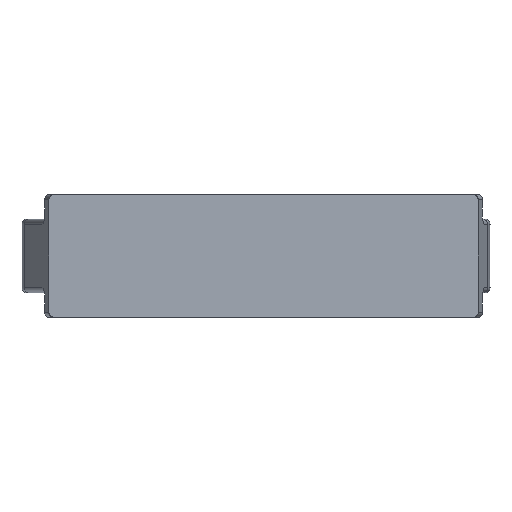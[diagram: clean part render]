
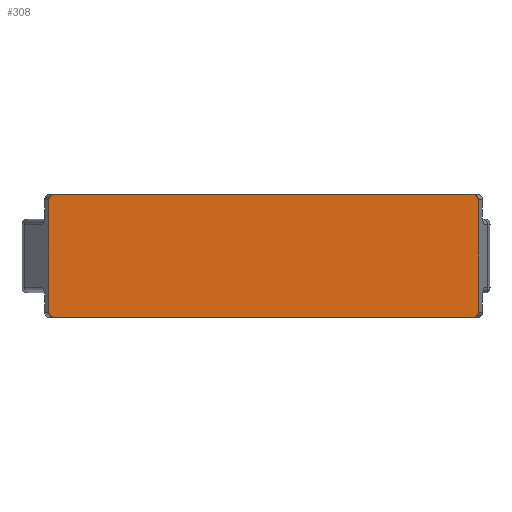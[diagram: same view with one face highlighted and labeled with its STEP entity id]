
A CAD part, front view. The second image highlights one B-rep face of the part: STEP entity #308.
In plain terms, the highlighted planar face has unit normal (0, -1, 0).
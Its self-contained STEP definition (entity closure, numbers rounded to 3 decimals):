
#206=ELLIPSE('',#6105,2.031,2.);
#207=ELLIPSE('',#6106,2.031,2.);
#208=ELLIPSE('',#6107,2.031,2.);
#209=ELLIPSE('',#6108,2.031,2.);
#308=ADVANCED_FACE('',(#791),#658,.T.);
#658=PLANE('',#6109);
#791=FACE_OUTER_BOUND('',#1373,.T.);
#1373=EDGE_LOOP('',(#2310,#2311,#2312,#2313,#2314,#2315,#2316,#2317));
#2310=ORIENTED_EDGE('',*,*,#4554,.T.);
#2311=ORIENTED_EDGE('',*,*,#4555,.T.);
#2312=ORIENTED_EDGE('',*,*,#4556,.T.);
#2313=ORIENTED_EDGE('',*,*,#4557,.T.);
#2314=ORIENTED_EDGE('',*,*,#4558,.F.);
#2315=ORIENTED_EDGE('',*,*,#4559,.T.);
#2316=ORIENTED_EDGE('',*,*,#4551,.F.);
#2317=ORIENTED_EDGE('',*,*,#4560,.T.);
#4015=VERTEX_POINT('',#8714);
#4016=VERTEX_POINT('',#8716);
#4018=VERTEX_POINT('',#8722);
#4019=VERTEX_POINT('',#8723);
#4020=VERTEX_POINT('',#8725);
#4021=VERTEX_POINT('',#8727);
#4022=VERTEX_POINT('',#8729);
#4023=VERTEX_POINT('',#8731);
#4551=EDGE_CURVE('',#4015,#4016,#5307,.T.);
#4554=EDGE_CURVE('',#4018,#4019,#5310,.T.);
#4555=EDGE_CURVE('',#4019,#4020,#206,.T.);
#4556=EDGE_CURVE('',#4020,#4021,#5311,.T.);
#4557=EDGE_CURVE('',#4021,#4022,#207,.T.);
#4558=EDGE_CURVE('',#4023,#4022,#5312,.T.);
#4559=EDGE_CURVE('',#4023,#4016,#208,.T.);
#4560=EDGE_CURVE('',#4015,#4018,#209,.T.);
#5307=LINE('',#8715,#5695);
#5310=LINE('',#8721,#5698);
#5311=LINE('',#8726,#5699);
#5312=LINE('',#8730,#5700);
#5695=VECTOR('',#6725,1.);
#5698=VECTOR('',#6730,1.);
#5699=VECTOR('',#6733,1.);
#5700=VECTOR('',#6736,1.);
#6105=AXIS2_PLACEMENT_3D('',#8724,#6731,#6732);
#6106=AXIS2_PLACEMENT_3D('',#8728,#6734,#6735);
#6107=AXIS2_PLACEMENT_3D('',#8732,#6737,#6738);
#6108=AXIS2_PLACEMENT_3D('',#8733,#6739,#6740);
#6109=AXIS2_PLACEMENT_3D('',#8734,#6741,#6742);
#6725=DIRECTION('',(0.,0.,-1.));
#6730=DIRECTION('',(-1.,0.,0.));
#6731=DIRECTION('',(0.,-1.,0.));
#6732=DIRECTION('',(1.,0.,0.));
#6733=DIRECTION('',(0.,0.,-1.));
#6734=DIRECTION('',(0.,-1.,0.));
#6735=DIRECTION('',(-1.,0.,0.));
#6736=DIRECTION('',(-1.,0.,0.));
#6737=DIRECTION('',(0.,-1.,0.));
#6738=DIRECTION('',(-1.,0.,0.));
#6739=DIRECTION('',(0.,-1.,0.));
#6740=DIRECTION('',(1.,0.,0.));
#6741=DIRECTION('',(0.,-1.,0.));
#6742=DIRECTION('',(0.,0.,-1.));
#8714=CARTESIAN_POINT('',(175.,0.,48.));
#8715=CARTESIAN_POINT('',(175.,0.,50.));
#8716=CARTESIAN_POINT('',(175.,0.,2.));
#8721=CARTESIAN_POINT('',(175.,0.,50.));
#8722=CARTESIAN_POINT('',(172.969,0.,50.));
#8723=CARTESIAN_POINT('',(2.031,0.,50.));
#8724=CARTESIAN_POINT('',(2.031,0.,48.));
#8725=CARTESIAN_POINT('',(0.,0.,48.));
#8726=CARTESIAN_POINT('',(0.,0.,50.));
#8727=CARTESIAN_POINT('',(0.,0.,2.));
#8728=CARTESIAN_POINT('',(2.031,0.,2.));
#8729=CARTESIAN_POINT('',(2.031,0.,0.));
#8730=CARTESIAN_POINT('',(175.,0.,0.));
#8731=CARTESIAN_POINT('',(172.969,0.,0.));
#8732=CARTESIAN_POINT('',(172.969,0.,2.));
#8733=CARTESIAN_POINT('',(172.969,0.,48.));
#8734=CARTESIAN_POINT('',(175.,0.,50.));
